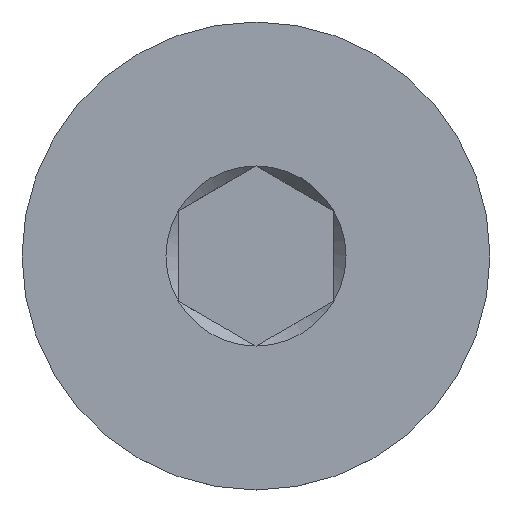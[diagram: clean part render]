
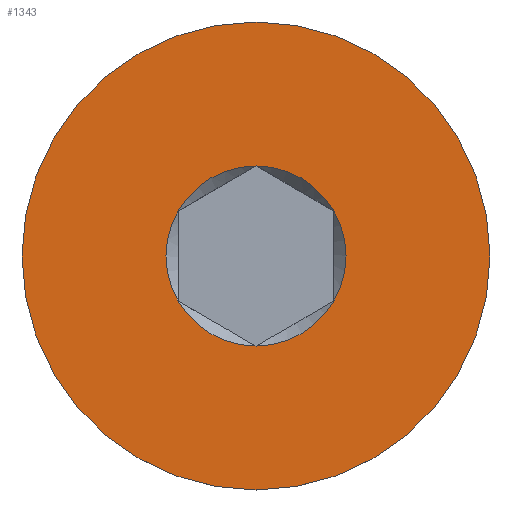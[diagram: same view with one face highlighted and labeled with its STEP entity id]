
A CAD part, top view. The second image highlights one B-rep face of the part: STEP entity #1343.
In plain terms, the highlighted planar face has unit normal (0, 0, 1).
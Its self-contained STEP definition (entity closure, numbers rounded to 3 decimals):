
#17=FACE_BOUND('',#232,.T.);
#18=PLANE('',#1453);
#155=FACE_OUTER_BOUND('',#231,.T.);
#231=EDGE_LOOP('',(#1055,#1056));
#232=EDGE_LOOP('',(#1057,#1058,#1059,#1060,#1061,#1062));
#257=CIRCLE('',#1444,2.309);
#258=CIRCLE('',#1446,6.);
#259=CIRCLE('',#1447,6.);
#264=CIRCLE('',#1454,2.309);
#265=CIRCLE('',#1455,2.309);
#266=CIRCLE('',#1456,2.309);
#267=CIRCLE('',#1457,2.309);
#268=CIRCLE('',#1458,2.309);
#583=VERTEX_POINT('',#8552);
#584=VERTEX_POINT('',#8553);
#585=VERTEX_POINT('',#8559);
#586=VERTEX_POINT('',#8560);
#592=VERTEX_POINT('',#8620);
#593=VERTEX_POINT('',#8622);
#594=VERTEX_POINT('',#8624);
#595=VERTEX_POINT('',#8626);
#775=EDGE_CURVE('',#583,#584,#257,.T.);
#776=EDGE_CURVE('',#585,#586,#258,.T.);
#777=EDGE_CURVE('',#586,#585,#259,.T.);
#786=EDGE_CURVE('',#584,#592,#264,.T.);
#787=EDGE_CURVE('',#592,#593,#265,.T.);
#788=EDGE_CURVE('',#593,#594,#266,.T.);
#789=EDGE_CURVE('',#594,#595,#267,.T.);
#790=EDGE_CURVE('',#595,#583,#268,.T.);
#1055=ORIENTED_EDGE('',*,*,#776,.T.);
#1056=ORIENTED_EDGE('',*,*,#777,.T.);
#1057=ORIENTED_EDGE('',*,*,#786,.T.);
#1058=ORIENTED_EDGE('',*,*,#787,.T.);
#1059=ORIENTED_EDGE('',*,*,#788,.T.);
#1060=ORIENTED_EDGE('',*,*,#789,.T.);
#1061=ORIENTED_EDGE('',*,*,#790,.T.);
#1062=ORIENTED_EDGE('',*,*,#775,.T.);
#1343=ADVANCED_FACE('',(#155,#17),#18,.F.);
#1444=AXIS2_PLACEMENT_3D('',#8557,#1656,#1657);
#1446=AXIS2_PLACEMENT_3D('',#8561,#1660,#1661);
#1447=AXIS2_PLACEMENT_3D('',#8562,#1662,#1663);
#1453=AXIS2_PLACEMENT_3D('',#8619,#1676,#1677);
#1454=AXIS2_PLACEMENT_3D('',#8621,#1678,#1679);
#1455=AXIS2_PLACEMENT_3D('',#8623,#1680,#1681);
#1456=AXIS2_PLACEMENT_3D('',#8625,#1682,#1683);
#1457=AXIS2_PLACEMENT_3D('',#8627,#1684,#1685);
#1458=AXIS2_PLACEMENT_3D('',#8628,#1686,#1687);
#1656=DIRECTION('center_axis',(0.,0.,-1.));
#1657=DIRECTION('ref_axis',(-1.,0.,0.));
#1660=DIRECTION('center_axis',(0.,0.,1.));
#1661=DIRECTION('ref_axis',(0.,-1.,0.));
#1662=DIRECTION('center_axis',(0.,0.,1.));
#1663=DIRECTION('ref_axis',(0.,-1.,0.));
#1676=DIRECTION('center_axis',(0.,0.,-1.));
#1677=DIRECTION('ref_axis',(0.,1.,0.));
#1678=DIRECTION('center_axis',(0.,0.,-1.));
#1679=DIRECTION('ref_axis',(-1.,0.,0.));
#1680=DIRECTION('center_axis',(0.,0.,-1.));
#1681=DIRECTION('ref_axis',(-1.,0.,0.));
#1682=DIRECTION('center_axis',(0.,0.,-1.));
#1683=DIRECTION('ref_axis',(-1.,0.,0.));
#1684=DIRECTION('center_axis',(0.,0.,-1.));
#1685=DIRECTION('ref_axis',(-1.,0.,0.));
#1686=DIRECTION('center_axis',(0.,0.,-1.));
#1687=DIRECTION('ref_axis',(-1.,0.,0.));
#8552=CARTESIAN_POINT('',(-2.,-1.155,15.));
#8553=CARTESIAN_POINT('',(-2.,1.155,15.));
#8557=CARTESIAN_POINT('Origin',(0.,0.,15.));
#8559=CARTESIAN_POINT('',(0.,-6.,15.));
#8560=CARTESIAN_POINT('',(0.,6.,15.));
#8561=CARTESIAN_POINT('Origin',(0.,0.,15.));
#8562=CARTESIAN_POINT('Origin',(0.,0.,15.));
#8619=CARTESIAN_POINT('Origin',(0.,0.,
15.));
#8620=CARTESIAN_POINT('',(0.,2.309,15.));
#8621=CARTESIAN_POINT('Origin',(0.,0.,15.));
#8622=CARTESIAN_POINT('',(2.,1.155,15.));
#8623=CARTESIAN_POINT('Origin',(0.,0.,15.));
#8624=CARTESIAN_POINT('',(2.,-1.155,15.));
#8625=CARTESIAN_POINT('Origin',(0.,0.,15.));
#8626=CARTESIAN_POINT('',(0.,-2.309,15.));
#8627=CARTESIAN_POINT('Origin',(0.,0.,15.));
#8628=CARTESIAN_POINT('Origin',(0.,0.,15.));
